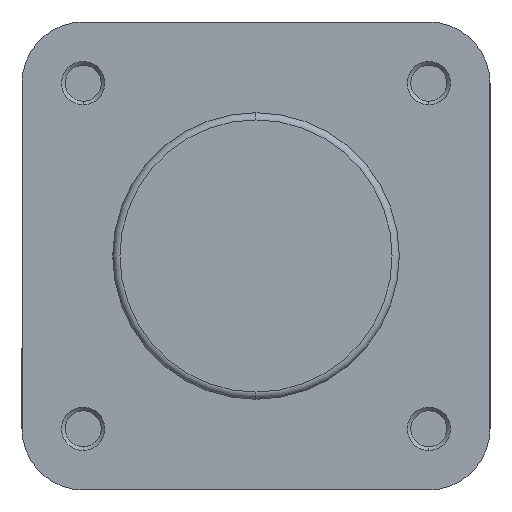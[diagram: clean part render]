
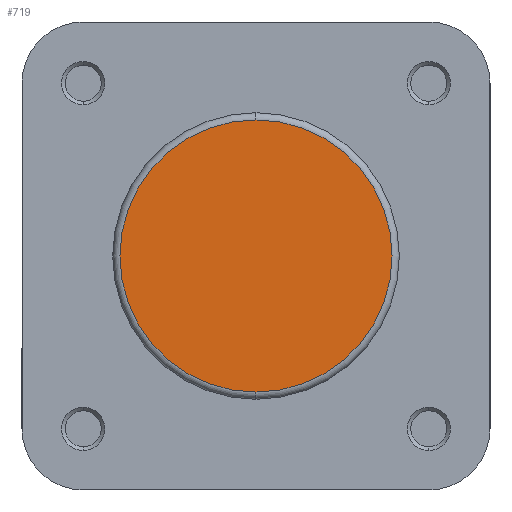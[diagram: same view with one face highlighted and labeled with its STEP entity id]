
A CAD part, left-side view. The second image highlights one B-rep face of the part: STEP entity #719.
In plain terms, the highlighted planar face has unit normal (-1, 0, 0).
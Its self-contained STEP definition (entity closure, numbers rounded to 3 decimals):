
#380 = CIRCLE ( 'NONE', #2893, 18.9 ) ;
#403 = CIRCLE ( 'NONE', #2908, 18.9 ) ;
#719 = ADVANCED_FACE ( 'NONE', ( #4708 ), #1493, .F. ) ;
#777 = VERTEX_POINT ( 'NONE', #1700 ) ;
#798 = VERTEX_POINT ( 'NONE', #1721 ) ;
#1492 = CARTESIAN_POINT ( 'NONE',  ( 21., 19.9, 0. ) ) ;
#1493 = PLANE ( 'NONE',  #2618 ) ;
#1495 = DIRECTION ( 'NONE',  ( 1., 0., 0. ) ) ;
#1496 = DIRECTION ( 'NONE',  ( 0., 0., -1. ) ) ;
#1700 = CARTESIAN_POINT ( 'NONE',  ( 21., 0., 18.9 ) ) ;
#1721 = CARTESIAN_POINT ( 'NONE',  ( 21., 0., -18.9 ) ) ;
#2374 = EDGE_CURVE ( 'NONE', #798, #777, #380, .T. ) ;
#2416 = EDGE_CURVE ( 'NONE', #777, #798, #403, .T. ) ;
#2618 = AXIS2_PLACEMENT_3D ( 'NONE', #1492, #1495, #1496 ) ;
#2893 = AXIS2_PLACEMENT_3D ( 'NONE', #3109, #3125, #3126 ) ;
#2908 = AXIS2_PLACEMENT_3D ( 'NONE', #3182, #3189, #3190 ) ;
#3109 = CARTESIAN_POINT ( 'NONE',  ( 21., 0., 0. ) ) ;
#3125 = DIRECTION ( 'NONE',  ( -1., 0., 0. ) ) ;
#3126 = DIRECTION ( 'NONE',  ( 0., 0., -1. ) ) ;
#3182 = CARTESIAN_POINT ( 'NONE',  ( 21., 0., 0. ) ) ;
#3189 = DIRECTION ( 'NONE',  ( -1., 0., 0. ) ) ;
#3190 = DIRECTION ( 'NONE',  ( 0., 0., -1. ) ) ;
#4135 = ORIENTED_EDGE ( 'NONE', *, *, #2416, .T. ) ;
#4136 = ORIENTED_EDGE ( 'NONE', *, *, #2374, .T. ) ;
#4369 = EDGE_LOOP ( 'NONE', ( #4136, #4135 ) ) ;
#4708 = FACE_OUTER_BOUND ( 'NONE', #4369, .T. ) ;
